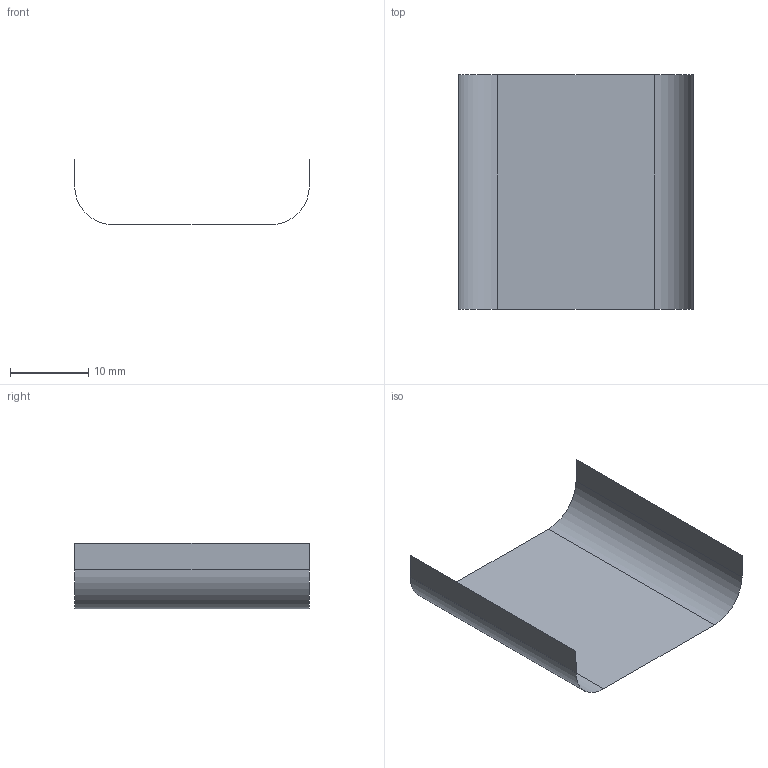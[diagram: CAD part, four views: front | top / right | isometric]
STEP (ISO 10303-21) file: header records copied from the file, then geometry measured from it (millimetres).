
FILE_DESCRIPTION(('WelSim Geometry'),'2;1');
FILE_NAME('Geom18.step','2024-01-14T22:02:49',('WELSIM'),('WelSimulation LLC'), 'Open CASCADE STEP processor 7.5','WelSim28','Unknown');
FILE_SCHEMA(('AUTOMOTIVE_DESIGN { 1 0 10303 214 1 1 1 1 }'));
Length unit declared in the file: millimetre
Products named in the file (1): Holder
Bounding box: 30 x 30 x 8.4 mm (x, y, z)
Surface area: 1275.4 mm2 (no closed solid volume)
Topology: 0 solids, 1 shells, 5 faces, 16 edges, 12 vertices
Faces by surface type: plane 3, cylinder 2
Entity records: 322 total; most frequent: CARTESIAN_POINT 54, DIRECTION 52, LINE 32, VECTOR 32, ORIENTED_EDGE 20, PCURVE 20, DEFINITIONAL_REPRESENTATION 20, EDGE_CURVE 16
